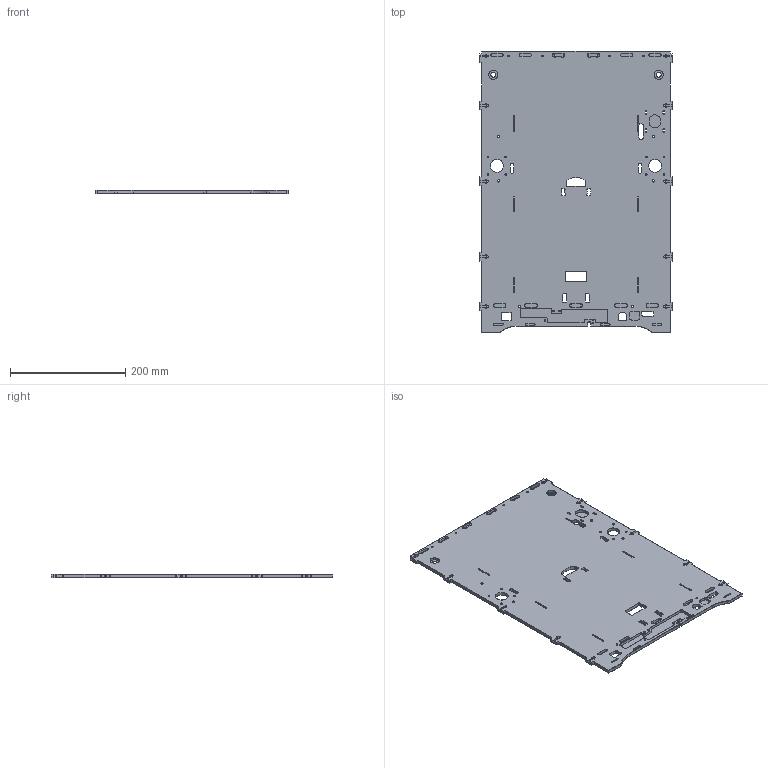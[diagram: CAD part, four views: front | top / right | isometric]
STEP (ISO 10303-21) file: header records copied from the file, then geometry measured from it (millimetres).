
FILE_DESCRIPTION (( 'STEP AP203' ), '1' );
FILE_NAME ('2182-H_0.step', '2017-06-15T07:23:44', ( '' ), ( '' ), 'SwSTEP 2.0', 'SolidWorks 2016', '' );
FILE_SCHEMA (( 'CONFIG_CONTROL_DESIGN' ));
Products named in the file (1): 2182-H_0
Bounding box: 333.8 x 487.5 x 6 mm (x, y, z)
Volume: 889961.4 mm3; surface area: 931939.7 mm2
Topology: 3 solids, 3 shells, 1451 faces, 4224 edges, 2804 vertices
Faces by surface type: plane 711, cylinder 704, cone 36
Entity records: 48958 total; most frequent: DIRECTION 8591, CARTESIAN_POINT 8480, ORIENTED_EDGE 8448, EDGE_CURVE 4224, AXIS2_PLACEMENT_3D 2915, VERTEX_POINT 2804, VECTOR 2761, LINE 2761
